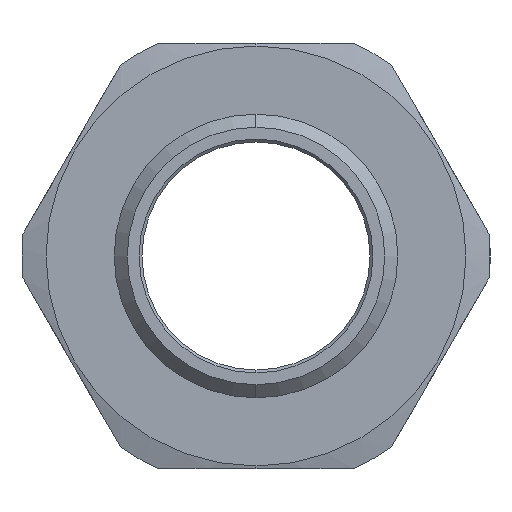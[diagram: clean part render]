
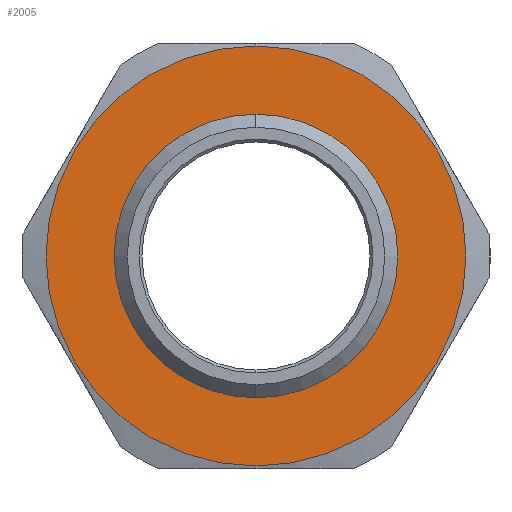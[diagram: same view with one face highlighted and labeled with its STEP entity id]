
A CAD part, left-side view. The second image highlights one B-rep face of the part: STEP entity #2005.
In plain terms, the highlighted planar face has unit normal (-1, 0, 0).
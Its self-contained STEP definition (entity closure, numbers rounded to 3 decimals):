
#17 = CARTESIAN_POINT ( 'NONE',  ( 15., 0., 18.5 ) ) ;
#276 = CIRCLE ( 'NONE', #1264, 12.5 ) ;
#353 = FACE_BOUND ( 'NONE', #2091, .T. ) ;
#398 = CIRCLE ( 'NONE', #2213, 18.5 ) ;
#416 = CARTESIAN_POINT ( 'NONE',  ( 15., 0., -18.5 ) ) ;
#513 = DIRECTION ( 'NONE',  ( -1., 0., 0. ) ) ;
#575 = FACE_OUTER_BOUND ( 'NONE', #760, .T. ) ;
#620 = CIRCLE ( 'NONE', #3209, 18.5 ) ;
#656 = CARTESIAN_POINT ( 'NONE',  ( 15., 0., 0. ) ) ;
#702 = DIRECTION ( 'NONE',  ( 0., 0., 1. ) ) ;
#755 = ORIENTED_EDGE ( 'NONE', *, *, #2398, .T. ) ;
#760 = EDGE_LOOP ( 'NONE', ( #755, #2999 ) ) ;
#779 = DIRECTION ( 'NONE',  ( 0., 0., 1. ) ) ;
#791 = VERTEX_POINT ( 'NONE', #17 ) ;
#871 = CARTESIAN_POINT ( 'NONE',  ( 15., 0., 12.5 ) ) ;
#925 = DIRECTION ( 'NONE',  ( 0., 0., 1. ) ) ;
#936 = DIRECTION ( 'NONE',  ( -1., 0., 0. ) ) ;
#1068 = DIRECTION ( 'NONE',  ( -1., 0., 0. ) ) ;
#1128 = ORIENTED_EDGE ( 'NONE', *, *, #2366, .F. ) ;
#1264 = AXIS2_PLACEMENT_3D ( 'NONE', #656, #2470, #925 ) ;
#1325 = ORIENTED_EDGE ( 'NONE', *, *, #3004, .F. ) ;
#1446 = VERTEX_POINT ( 'NONE', #416 ) ;
#1583 = DIRECTION ( 'NONE',  ( 0., 0., 1. ) ) ;
#1675 = AXIS2_PLACEMENT_3D ( 'NONE', #3079, #513, #779 ) ;
#1873 = VERTEX_POINT ( 'NONE', #871 ) ;
#1984 = PLANE ( 'NONE',  #2166 ) ;
#2005 = ADVANCED_FACE ( 'NONE', ( #353, #575 ), #1984, .T. ) ;
#2091 = EDGE_LOOP ( 'NONE', ( #1128, #1325 ) ) ;
#2166 = AXIS2_PLACEMENT_3D ( 'NONE', #2992, #2248, #702 ) ;
#2213 = AXIS2_PLACEMENT_3D ( 'NONE', #2481, #936, #2729 ) ;
#2248 = DIRECTION ( 'NONE',  ( -1., 0., 0. ) ) ;
#2366 = EDGE_CURVE ( 'NONE', #2958, #1873, #276, .T. ) ;
#2398 = EDGE_CURVE ( 'NONE', #1446, #791, #398, .T. ) ;
#2470 = DIRECTION ( 'NONE',  ( -1., 0., 0. ) ) ;
#2481 = CARTESIAN_POINT ( 'NONE',  ( 15., 0., 0. ) ) ;
#2729 = DIRECTION ( 'NONE',  ( 0., 0., 1. ) ) ;
#2958 = VERTEX_POINT ( 'NONE', #3102 ) ;
#2992 = CARTESIAN_POINT ( 'NONE',  ( 15., 12.5, 0. ) ) ;
#2999 = ORIENTED_EDGE ( 'NONE', *, *, #3136, .T. ) ;
#3004 = EDGE_CURVE ( 'NONE', #1873, #2958, #3180, .T. ) ;
#3079 = CARTESIAN_POINT ( 'NONE',  ( 15., 0., 0. ) ) ;
#3102 = CARTESIAN_POINT ( 'NONE',  ( 15., 0., -12.5 ) ) ;
#3123 = CARTESIAN_POINT ( 'NONE',  ( 15., 0., 0. ) ) ;
#3136 = EDGE_CURVE ( 'NONE', #791, #1446, #620, .T. ) ;
#3180 = CIRCLE ( 'NONE', #1675, 12.5 ) ;
#3209 = AXIS2_PLACEMENT_3D ( 'NONE', #3123, #1068, #1583 ) ;
